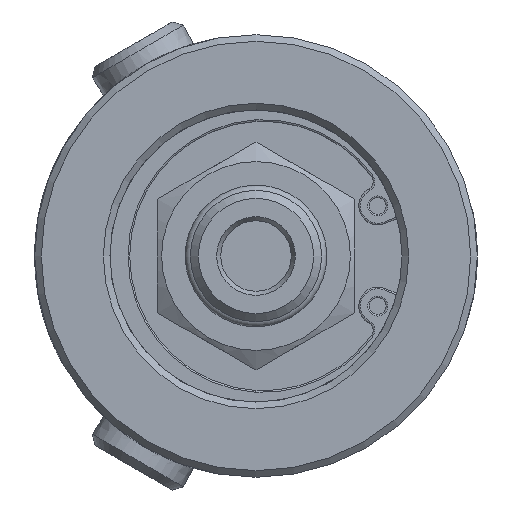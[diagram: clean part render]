
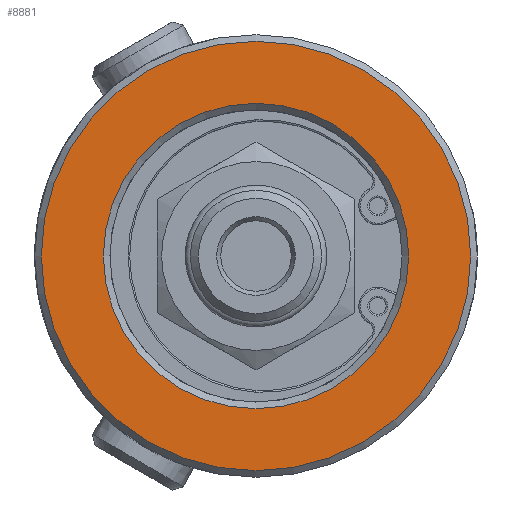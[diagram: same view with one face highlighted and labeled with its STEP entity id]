
A CAD part, left-side view. The second image highlights one B-rep face of the part: STEP entity #8881.
In plain terms, the highlighted planar face has unit normal (-1, 0, 0).
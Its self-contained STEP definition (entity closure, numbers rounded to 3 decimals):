
#491=FACE_BOUND('',#2605,.T.);
#711=PLANE('',#9592);
#2044=FACE_OUTER_BOUND('',#2604,.T.);
#2604=EDGE_LOOP('',(#6321,#6322));
#2605=EDGE_LOOP('',(#6323,#6324));
#3265=CIRCLE('',#9590,25.925);
#3266=CIRCLE('',#9591,25.925);
#3267=CIRCLE('',#9593,18.435);
#3268=CIRCLE('',#9594,18.435);
#3799=VERTEX_POINT('',#13124);
#3800=VERTEX_POINT('',#13126);
#3801=VERTEX_POINT('',#13130);
#3802=VERTEX_POINT('',#13131);
#4768=EDGE_CURVE('',#3799,#3800,#3265,.T.);
#4769=EDGE_CURVE('',#3800,#3799,#3266,.T.);
#4770=EDGE_CURVE('',#3801,#3802,#3267,.T.);
#4771=EDGE_CURVE('',#3802,#3801,#3268,.T.);
#6321=ORIENTED_EDGE('',*,*,#4769,.F.);
#6322=ORIENTED_EDGE('',*,*,#4768,.F.);
#6323=ORIENTED_EDGE('',*,*,#4770,.T.);
#6324=ORIENTED_EDGE('',*,*,#4771,.T.);
#8881=ADVANCED_FACE('',(#2044,#491),#711,.T.);
#9590=AXIS2_PLACEMENT_3D('',#13127,#10807,#10808);
#9591=AXIS2_PLACEMENT_3D('',#13128,#10809,#10810);
#9592=AXIS2_PLACEMENT_3D('',#13129,#10811,#10812);
#9593=AXIS2_PLACEMENT_3D('',#13132,#10813,#10814);
#9594=AXIS2_PLACEMENT_3D('',#13133,#10815,#10816);
#10807=DIRECTION('center_axis',(1.,0.,0.));
#10808=DIRECTION('ref_axis',(0.,1.,0.));
#10809=DIRECTION('center_axis',(1.,0.,0.));
#10810=DIRECTION('ref_axis',(0.,1.,0.));
#10811=DIRECTION('center_axis',(-1.,0.,0.));
#10812=DIRECTION('ref_axis',(0.,0.,1.));
#10813=DIRECTION('center_axis',(1.,0.,0.));
#10814=DIRECTION('ref_axis',(0.,1.,0.));
#10815=DIRECTION('center_axis',(1.,0.,0.));
#10816=DIRECTION('ref_axis',(0.,1.,0.));
#13124=CARTESIAN_POINT('',(28.695,1.046,0.));
#13126=CARTESIAN_POINT('',(28.695,52.896,0.));
#13127=CARTESIAN_POINT('Origin',(28.695,26.971,0.));
#13128=CARTESIAN_POINT('Origin',(28.695,26.971,0.));
#13129=CARTESIAN_POINT('Origin',(28.695,39.933,0.));
#13130=CARTESIAN_POINT('',(28.695,45.406,0.));
#13131=CARTESIAN_POINT('',(28.695,8.536,0.));
#13132=CARTESIAN_POINT('Origin',(28.695,26.971,0.));
#13133=CARTESIAN_POINT('Origin',(28.695,26.971,0.));
